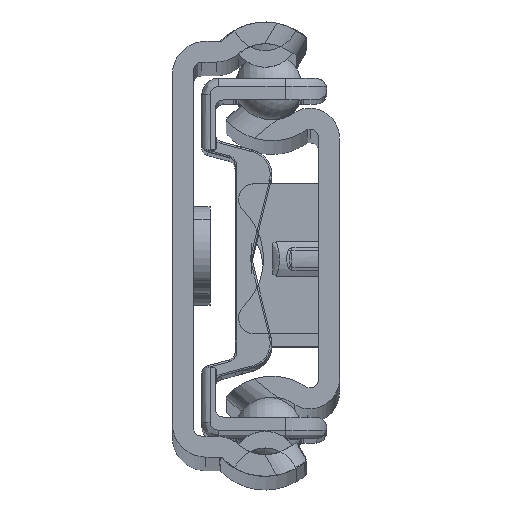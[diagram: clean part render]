
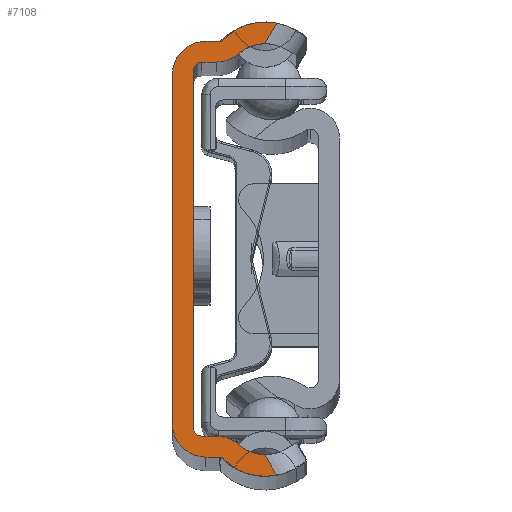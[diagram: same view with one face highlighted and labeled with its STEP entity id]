
A CAD part, top view. The second image highlights one B-rep face of the part: STEP entity #7108.
In plain terms, the highlighted planar face has unit normal (0, 0, 1).
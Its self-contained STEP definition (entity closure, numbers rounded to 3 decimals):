
#621=FACE_OUTER_BOUND('',#1023,.T.);
#1023=EDGE_LOOP('',(#5043,#5044,#5045,#5046,#5047,#5048,#5049,#5050,#5051,
#5052,#5053,#5054,#5055,#5056,#5057,#5058,#5059,#5060,#5061,#5062));
#1529=CIRCLE('',#7654,0.5);
#1531=CIRCLE('',#7657,2.);
#1533=CIRCLE('',#7662,2.);
#1536=CIRCLE('',#7668,2.4);
#1539=CIRCLE('',#7676,0.5);
#1541=CIRCLE('',#7680,2.);
#1543=CIRCLE('',#7683,2.4);
#1545=CIRCLE('',#7689,3.7);
#1546=CIRCLE('',#7691,0.1);
#1551=CIRCLE('',#7705,2.);
#1552=CIRCLE('',#7706,0.1);
#1553=CIRCLE('',#7707,3.7);
#1916=LINE('',#10650,#2365);
#1970=LINE('',#10931,#2419);
#1974=LINE('',#10938,#2423);
#1986=LINE('',#11045,#2435);
#1996=LINE('',#11119,#2445);
#2005=LINE('',#11196,#2454);
#2006=LINE('',#11199,#2455);
#2007=LINE('',#11205,#2456);
#2365=VECTOR('',#8502,10.);
#2419=VECTOR('',#8826,10.);
#2423=VECTOR('',#8832,10.);
#2435=VECTOR('',#8882,10.);
#2445=VECTOR('',#8920,10.);
#2454=VECTOR('',#8951,10.);
#2455=VECTOR('',#8954,10.);
#2456=VECTOR('',#8961,10.);
#2835=VERTEX_POINT('',#10647);
#2836=VERTEX_POINT('',#10649);
#2921=VERTEX_POINT('',#10912);
#2924=VERTEX_POINT('',#10917);
#2926=VERTEX_POINT('',#10923);
#2927=VERTEX_POINT('',#10927);
#2930=VERTEX_POINT('',#10936);
#2932=VERTEX_POINT('',#10943);
#2935=VERTEX_POINT('',#10970);
#2940=VERTEX_POINT('',#11033);
#2942=VERTEX_POINT('',#11036);
#2944=VERTEX_POINT('',#11042);
#2946=VERTEX_POINT('',#11048);
#2947=VERTEX_POINT('',#11053);
#2951=VERTEX_POINT('',#11099);
#2952=VERTEX_POINT('',#11101);
#2953=VERTEX_POINT('',#11114);
#2963=VERTEX_POINT('',#11198);
#2964=VERTEX_POINT('',#11201);
#2965=VERTEX_POINT('',#11203);
#3548=EDGE_CURVE('',#2835,#2836,#1916,.T.);
#3685=EDGE_CURVE('',#2924,#2921,#1529,.T.);
#3688=EDGE_CURVE('',#2926,#2835,#1531,.T.);
#3691=EDGE_CURVE('',#2921,#2927,#1970,.T.);
#3695=EDGE_CURVE('',#2930,#2926,#1974,.T.);
#3698=EDGE_CURVE('',#2927,#2932,#1533,.T.);
#3704=EDGE_CURVE('',#2932,#2935,#1536,.T.);
#3716=EDGE_CURVE('',#2940,#2942,#1539,.T.);
#3720=EDGE_CURVE('',#2944,#2940,#1986,.T.);
#3723=EDGE_CURVE('',#2946,#2944,#1541,.T.);
#3726=EDGE_CURVE('',#2947,#2946,#1543,.T.);
#3734=EDGE_CURVE('',#2951,#2952,#1545,.T.);
#3737=EDGE_CURVE('',#2953,#2951,#1546,.T.);
#3739=EDGE_CURVE('',#2942,#2924,#1996,.T.);
#3755=EDGE_CURVE('',#2952,#2947,#2005,.T.);
#3756=EDGE_CURVE('',#2963,#2953,#2006,.T.);
#3757=EDGE_CURVE('',#2836,#2963,#1551,.T.);
#3758=EDGE_CURVE('',#2964,#2930,#1552,.T.);
#3759=EDGE_CURVE('',#2965,#2964,#1553,.T.);
#3760=EDGE_CURVE('',#2935,#2965,#2007,.T.);
#5043=ORIENTED_EDGE('',*,*,#3755,.F.);
#5044=ORIENTED_EDGE('',*,*,#3734,.F.);
#5045=ORIENTED_EDGE('',*,*,#3737,.F.);
#5046=ORIENTED_EDGE('',*,*,#3756,.F.);
#5047=ORIENTED_EDGE('',*,*,#3757,.F.);
#5048=ORIENTED_EDGE('',*,*,#3548,.F.);
#5049=ORIENTED_EDGE('',*,*,#3688,.F.);
#5050=ORIENTED_EDGE('',*,*,#3695,.F.);
#5051=ORIENTED_EDGE('',*,*,#3758,.F.);
#5052=ORIENTED_EDGE('',*,*,#3759,.F.);
#5053=ORIENTED_EDGE('',*,*,#3760,.F.);
#5054=ORIENTED_EDGE('',*,*,#3704,.F.);
#5055=ORIENTED_EDGE('',*,*,#3698,.F.);
#5056=ORIENTED_EDGE('',*,*,#3691,.F.);
#5057=ORIENTED_EDGE('',*,*,#3685,.F.);
#5058=ORIENTED_EDGE('',*,*,#3739,.F.);
#5059=ORIENTED_EDGE('',*,*,#3716,.F.);
#5060=ORIENTED_EDGE('',*,*,#3720,.F.);
#5061=ORIENTED_EDGE('',*,*,#3723,.F.);
#5062=ORIENTED_EDGE('',*,*,#3726,.F.);
#6526=PLANE('',#7704);
#7108=ADVANCED_FACE('',(#621),#6526,.T.);
#7654=AXIS2_PLACEMENT_3D('',#10919,#8813,#8814);
#7657=AXIS2_PLACEMENT_3D('',#10925,#8820,#8821);
#7662=AXIS2_PLACEMENT_3D('',#10944,#8838,#8839);
#7668=AXIS2_PLACEMENT_3D('',#10971,#8852,#8853);
#7676=AXIS2_PLACEMENT_3D('',#11037,#8874,#8875);
#7680=AXIS2_PLACEMENT_3D('',#11050,#8887,#8888);
#7683=AXIS2_PLACEMENT_3D('',#11070,#8893,#8894);
#7689=AXIS2_PLACEMENT_3D('',#11102,#8910,#8911);
#7691=AXIS2_PLACEMENT_3D('',#11116,#8915,#8916);
#7704=AXIS2_PLACEMENT_3D('',#11197,#8952,#8953);
#7705=AXIS2_PLACEMENT_3D('',#11200,#8955,#8956);
#7706=AXIS2_PLACEMENT_3D('',#11202,#8957,#8958);
#7707=AXIS2_PLACEMENT_3D('',#11204,#8959,#8960);
#8502=DIRECTION('',(0.,1.,0.));
#8813=DIRECTION('center_axis',(0.,0.,1.));
#8814=DIRECTION('ref_axis',(-1.,0.,0.));
#8820=DIRECTION('center_axis',(0.,0.,-1.));
#8821=DIRECTION('ref_axis',(1.,0.,0.));
#8826=DIRECTION('',(1.,0.,0.));
#8832=DIRECTION('',(-1.,0.,0.));
#8838=DIRECTION('center_axis',(0.,0.,-1.));
#8839=DIRECTION('ref_axis',(-0.661,-0.75,0.));
#8852=DIRECTION('center_axis',(0.,0.,1.));
#8853=DIRECTION('ref_axis',(-0.661,-0.75,0.));
#8874=DIRECTION('center_axis',(0.,0.,1.));
#8875=DIRECTION('ref_axis',(0.,1.,0.));
#8882=DIRECTION('',(-1.,0.,0.));
#8887=DIRECTION('center_axis',(0.,0.,-1.));
#8888=DIRECTION('ref_axis',(0.,1.,0.));
#8893=DIRECTION('center_axis',(0.,0.,1.));
#8894=DIRECTION('ref_axis',(0.5,0.866,0.));
#8910=DIRECTION('center_axis',(0.,0.,-1.));
#8911=DIRECTION('ref_axis',(-0.5,-0.866,0.));
#8915=DIRECTION('center_axis',(0.,0.,1.));
#8916=DIRECTION('ref_axis',(0.,-1.,0.));
#8920=DIRECTION('',(0.,-1.,0.));
#8951=DIRECTION('',(-0.5,-0.866,0.));
#8952=DIRECTION('center_axis',(0.,0.,1.));
#8953=DIRECTION('ref_axis',(1.,0.,0.));
#8954=DIRECTION('',(1.,0.,0.));
#8955=DIRECTION('center_axis',(0.,0.,-1.));
#8956=DIRECTION('ref_axis',(0.,-1.,0.));
#8957=DIRECTION('center_axis',(0.,0.,1.));
#8958=DIRECTION('ref_axis',(0.717,0.697,0.));
#8959=DIRECTION('center_axis',(0.,0.,-1.));
#8960=DIRECTION('ref_axis',(0.717,0.697,0.));
#8961=DIRECTION('',(0.5,-0.866,0.));
#10647=CARTESIAN_POINT('',(-5.55,-10.45,235.));
#10649=CARTESIAN_POINT('',(-5.55,10.45,235.));
#10650=CARTESIAN_POINT('',(-5.55,-10.45,235.));
#10912=CARTESIAN_POINT('',(-3.8,-11.2,235.));
#10917=CARTESIAN_POINT('',(-4.3,-10.7,235.));
#10919=CARTESIAN_POINT('Origin',(-3.8,-10.7,235.));
#10923=CARTESIAN_POINT('',(-3.55,-12.45,235.));
#10925=CARTESIAN_POINT('Origin',(-3.55,-10.45,235.));
#10927=CARTESIAN_POINT('',(-2.91,-11.2,235.));
#10931=CARTESIAN_POINT('',(-3.8,-11.2,235.));
#10936=CARTESIAN_POINT('',(-2.724,-12.45,235.));
#10938=CARTESIAN_POINT('',(-2.724,-12.45,235.));
#10943=CARTESIAN_POINT('',(-1.587,-11.7,235.));
#10944=CARTESIAN_POINT('Origin',(-2.91,-13.2,235.));
#10970=CARTESIAN_POINT('',(-0.026,-12.3,235.));
#10971=CARTESIAN_POINT('Origin',(0.,-9.9,235.));
#11033=CARTESIAN_POINT('',(-3.8,11.2,235.));
#11036=CARTESIAN_POINT('',(-4.3,10.7,235.));
#11037=CARTESIAN_POINT('Origin',(-3.8,10.7,235.));
#11042=CARTESIAN_POINT('',(-2.91,11.2,235.));
#11045=CARTESIAN_POINT('',(-2.91,11.2,235.));
#11048=CARTESIAN_POINT('',(-1.587,11.7,235.));
#11050=CARTESIAN_POINT('Origin',(-2.91,13.2,235.));
#11053=CARTESIAN_POINT('',(-0.026,12.3,235.));
#11070=CARTESIAN_POINT('Origin',(0.,9.9,235.));
#11099=CARTESIAN_POINT('',(-2.652,12.48,235.));
#11101=CARTESIAN_POINT('',(0.687,13.536,235.));
#11102=CARTESIAN_POINT('Origin',(0.,9.9,235.));
#11114=CARTESIAN_POINT('',(-2.724,12.45,235.));
#11116=CARTESIAN_POINT('Origin',(-2.724,12.55,235.));
#11119=CARTESIAN_POINT('',(-4.3,10.7,235.));
#11196=CARTESIAN_POINT('',(-2.74,7.599,235.));
#11197=CARTESIAN_POINT('Origin',(-3.303,0.,
235.));
#11198=CARTESIAN_POINT('',(-3.55,12.45,235.));
#11199=CARTESIAN_POINT('',(-3.55,12.45,235.));
#11200=CARTESIAN_POINT('Origin',(-3.55,10.45,235.));
#11201=CARTESIAN_POINT('',(-2.652,-12.48,235.));
#11202=CARTESIAN_POINT('Origin',(-2.724,-12.55,235.));
#11203=CARTESIAN_POINT('',(0.687,-13.536,235.));
#11204=CARTESIAN_POINT('Origin',(0.,-9.9,235.));
#11205=CARTESIAN_POINT('',(-3.015,-7.123,235.));
